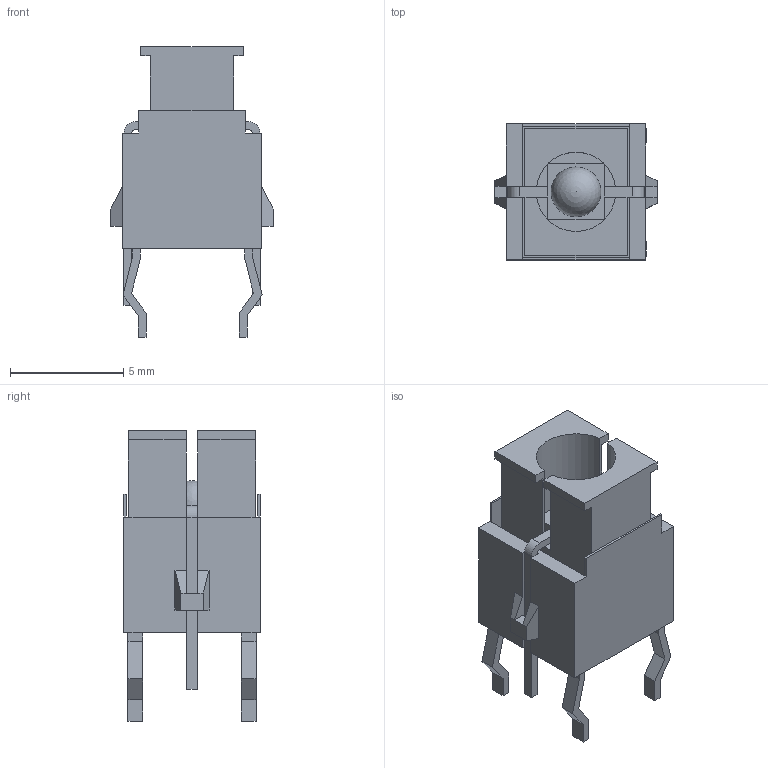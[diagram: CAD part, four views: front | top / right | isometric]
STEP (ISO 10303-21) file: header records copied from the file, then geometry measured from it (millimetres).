
FILE_DESCRIPTION(/* description */ (''),/* implementation_level */ '2;1');
FILE_NAME(/* name */ 'ILS-TB v13.step',/* time_stamp */ '2022-07-01T14:33:02-07:00',/* author */ (''),/* organization */ (''),/* preprocessor_version */ 'ST-DEVELOPER v19',/* originating_system */ 'Autodesk Translation Framework v11.7.0.108',/* authorisation */ '');
FILE_SCHEMA (('AUTOMOTIVE_DESIGN { 1 0 10303 214 3 1 1 }'));
Length unit declared in the file: millimetre
Products named in the file (1): ILS-TB
Bounding box: 7.15 x 6 x 12.8 mm (x, y, z)
Volume: 215.9 mm3; surface area: 643.2 mm2
Topology: 8 solids, 8 shells, 138 faces, 365 edges, 238 vertices
Faces by surface type: plane 131, cylinder 6, sphere 1
Entity records: 4232 total; most frequent: CARTESIAN_POINT 741, ORIENTED_EDGE 728, DIRECTION 656, EDGE_CURVE 364, LINE 350, VECTOR 350, VERTEX_POINT 238, AXIS2_PLACEMENT_3D 153
